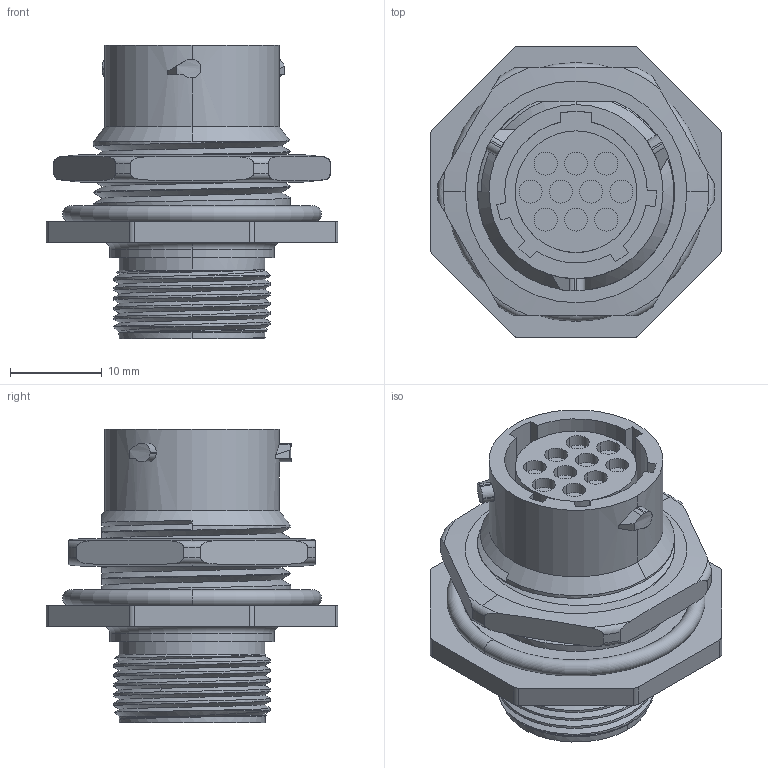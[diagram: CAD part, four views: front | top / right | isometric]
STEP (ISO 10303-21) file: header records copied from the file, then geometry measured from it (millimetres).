
FILE_DESCRIPTION((''),'2;1');
FILE_NAME('UTS71210S_CATALOGUE_PRT','2010-09-24T',('amartin'),(''),'PRO/ENGINEER BY PARAMETRIC TECHNOLOGY CORPORATION, 2007390','PRO/ENGINEER BY PARAMETRIC TECHNOLOGY CORPORATION, 2007390','');
FILE_SCHEMA(('CONFIG_CONTROL_DESIGN'));
Length unit declared in the file: millimetre
Products named in the file (1): UTS71210S_CATALOGUE_PRT
Bounding box: 31.75 x 31.75 x 32 mm (x, y, z)
Volume: 9246.6 mm3; surface area: 6447.9 mm2
Topology: 1 solids, 2 shells, 235 faces, 590 edges, 389 vertices
Faces by surface type: cylinder 112, plane 86, torus 18, cone 10, bspline 9
Entity records: 9850 total; most frequent: CARTESIAN_POINT 4226, ORIENTED_EDGE 1180, DIRECTION 1138, EDGE_CURVE 590, AXIS2_PLACEMENT_3D 453, VERTEX_POINT 389, EDGE_LOOP 267, FACE_OUTER_BOUND 235
